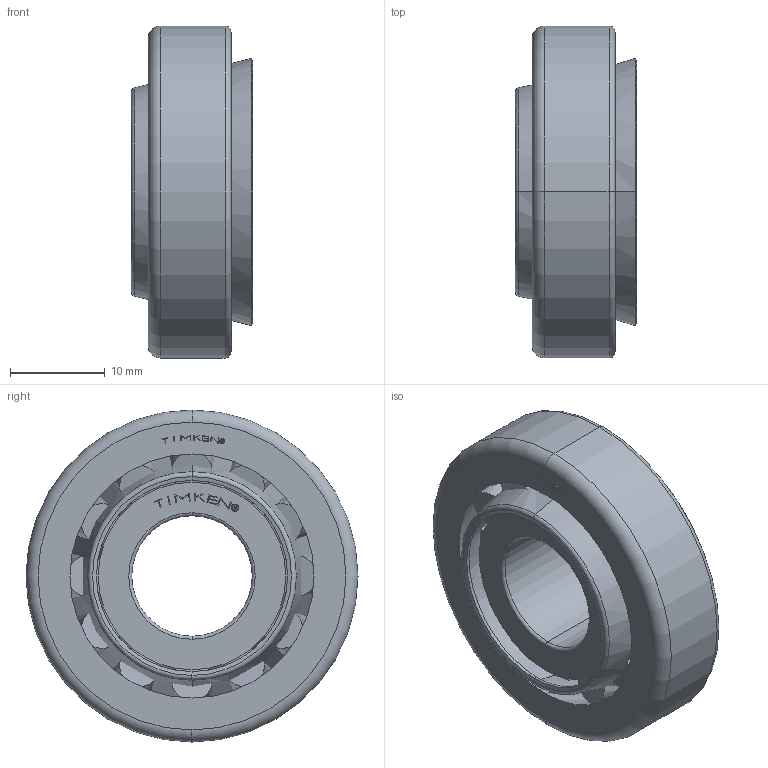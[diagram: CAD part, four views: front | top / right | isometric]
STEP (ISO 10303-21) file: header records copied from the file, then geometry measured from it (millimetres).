
FILE_DESCRIPTION(('starvars output'),'1');
FILE_NAME('cv20230918200834000026610.stp','20:08:35 2023/09/18',('Thomas Industrial Network Germany GmbH'),(' '),'Spatial InterOp 3D',' ',' ');
FILE_SCHEMA(('AP242_MANAGED_MODEL_BASED_3D_ENGINEERING_MIM_LF {1 0 10303 442 2 1 4}'));
Length unit declared in the file: millimetre
Products named in the file (1): 1
Bounding box: 12.77 x 34.99 x 34.99 mm (x, y, z)
Volume: 6791.4 mm3; surface area: 7802.9 mm2
Topology: 15 solids, 15 shells, 446 faces, 1116 edges, 734 vertices
Faces by surface type: plane 352, cone 44, cylinder 40, torus 10
Entity records: 16920 total; most frequent: CARTESIAN_POINT 2311, ORIENTED_EDGE 2232, DIRECTION 2206, EDGE_CURVE 1116, LINE 948, VECTOR 948, VERTEX_POINT 734, AXIS2_PLACEMENT_3D 629
